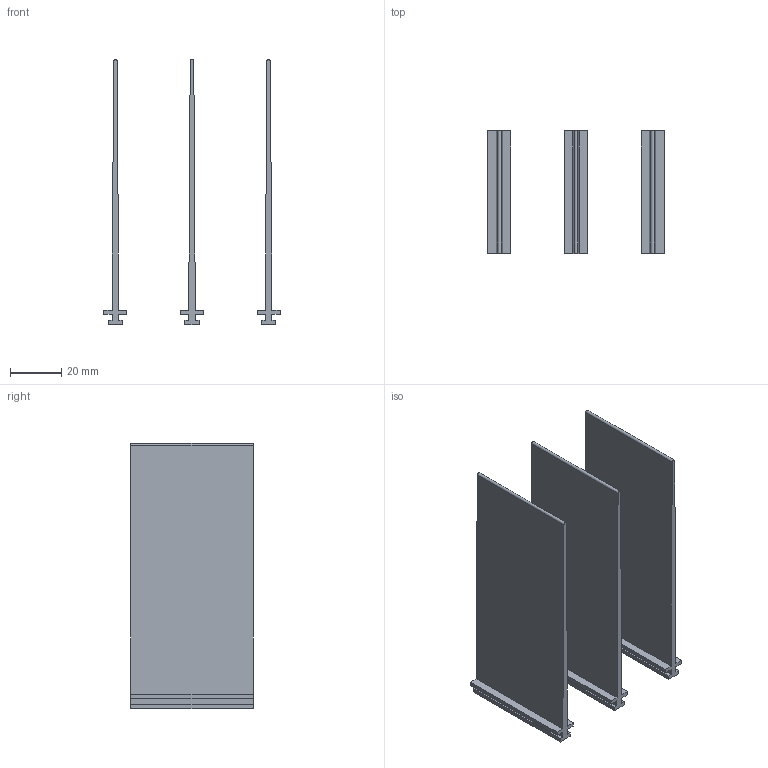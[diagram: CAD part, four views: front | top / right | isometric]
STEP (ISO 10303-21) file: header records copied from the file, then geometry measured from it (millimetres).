
FILE_DESCRIPTION(('CATIA V5 STEP Exchange'),'2;1');
FILE_NAME('1SDH001295R0345_1PA_001_00_XT2_4P_PLUG-IN_PS_100mmx48mm_SUP.stp','2014-11-11T15:27:00+00:00',('none'),('none'),'CATIA Version 5 Release 20 SP 1 (IN-10)','CATIA V5 STEP AP214','none');
FILE_SCHEMA(('AUTOMOTIVE_DESIGN { 1 0 10303 214 1 1 1 1 }'));
Length unit declared in the file: millimetre
Products named in the file (1): 1SDH001295R0345_1PA_001_00_XT2_4P_PLUG-IN_PS_100mmx48mm_SUP
Bounding box: 69 x 48 x 103.8 mm (x, y, z)
Volume: 32335 mm3; surface area: 34413.8 mm2
Topology: 3 solids, 3 shells, 54 faces, 144 edges, 96 vertices
Faces by surface type: plane 51, cylinder 3
Entity records: 1581 total; most frequent: ORIENTED_EDGE 288, CARTESIAN_POINT 275, DIRECTION 212, EDGE_CURVE 144, VECTOR 138, LINE 138, VERTEX_POINT 96, ADVANCED_FACE 54
